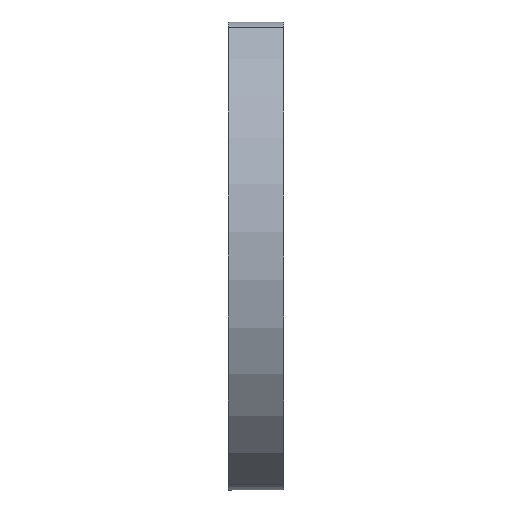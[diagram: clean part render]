
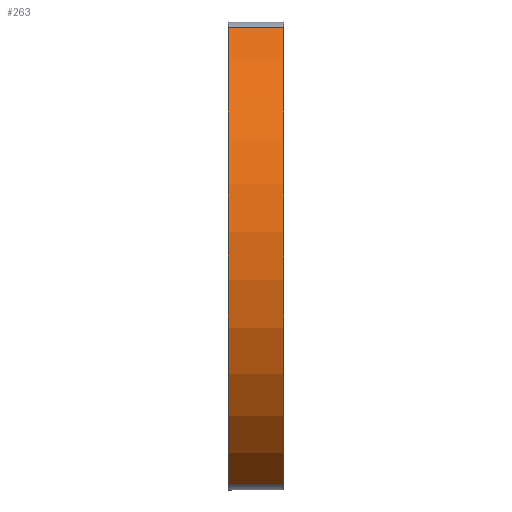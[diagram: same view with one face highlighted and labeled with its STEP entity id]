
A CAD part, front view. The second image highlights one B-rep face of the part: STEP entity #263.
In plain terms, the highlighted cylindrical face has radius 50 mm (diameter 100 mm), a partial arc.
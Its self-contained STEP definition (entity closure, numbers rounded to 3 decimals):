
#16 = DIRECTION ( 'NONE',  ( -1., 0., 0. ) ) ;
#85 = EDGE_CURVE ( 'NONE', #232, #2252, #1337, .T. ) ;
#107 = CARTESIAN_POINT ( 'NONE',  ( -65., -28.679, -40.958 ) ) ;
#148 = EDGE_CURVE ( 'NONE', #2458, #232, #1974, .T. ) ;
#220 = CARTESIAN_POINT ( 'NONE',  ( -70., 0., 0. ) ) ;
#232 = VERTEX_POINT ( 'NONE', #107 ) ;
#263 = ADVANCED_FACE ( 'NONE', ( #2834 ), #2178, .T. ) ;
#319 = AXIS2_PLACEMENT_3D ( 'NONE', #220, #3451, #3468 ) ;
#381 = DIRECTION ( 'NONE',  ( 1., 0., 0. ) ) ;
#562 = DIRECTION ( 'NONE',  ( 1., 0., 0. ) ) ;
#707 = VECTOR ( 'NONE', #2386, 1000. ) ;
#1312 = DIRECTION ( 'NONE',  ( 0., 0., 1. ) ) ;
#1337 = CIRCLE ( 'NONE', #3578, 50. ) ;
#1421 = ORIENTED_EDGE ( 'NONE', *, *, #148, .T. ) ;
#1912 = CARTESIAN_POINT ( 'NONE',  ( -75., -28.679, -40.958 ) ) ;
#1974 = LINE ( 'NONE', #3957, #3780 ) ;
#1979 = CARTESIAN_POINT ( 'NONE',  ( -65., -28.679, 40.958 ) ) ;
#2178 = CYLINDRICAL_SURFACE ( 'NONE', #319, 50. ) ;
#2252 = VERTEX_POINT ( 'NONE', #1979 ) ;
#2371 = CIRCLE ( 'NONE', #3327, 50. ) ;
#2386 = DIRECTION ( 'NONE',  ( -1., 0., 0. ) ) ;
#2400 = ORIENTED_EDGE ( 'NONE', *, *, #3366, .T. ) ;
#2458 = VERTEX_POINT ( 'NONE', #1912 ) ;
#2507 = ORIENTED_EDGE ( 'NONE', *, *, #85, .T. ) ;
#2742 = EDGE_CURVE ( 'NONE', #2252, #4048, #4007, .T. ) ;
#2834 = FACE_OUTER_BOUND ( 'NONE', #4099, .T. ) ;
#2865 = CARTESIAN_POINT ( 'NONE',  ( -75., -28.679, 40.958 ) ) ;
#2914 = CARTESIAN_POINT ( 'NONE',  ( -65., 0., 0. ) ) ;
#3327 = AXIS2_PLACEMENT_3D ( 'NONE', #4161, #562, #3432 ) ;
#3366 = EDGE_CURVE ( 'NONE', #4048, #2458, #2371, .T. ) ;
#3432 = DIRECTION ( 'NONE',  ( 0., 0., 1. ) ) ;
#3451 = DIRECTION ( 'NONE',  ( -1., 0., 0. ) ) ;
#3468 = DIRECTION ( 'NONE',  ( 0., 0., 1. ) ) ;
#3518 = ORIENTED_EDGE ( 'NONE', *, *, #2742, .T. ) ;
#3578 = AXIS2_PLACEMENT_3D ( 'NONE', #2914, #16, #1312 ) ;
#3679 = CARTESIAN_POINT ( 'NONE',  ( -75., -28.679, 40.958 ) ) ;
#3780 = VECTOR ( 'NONE', #381, 1000. ) ;
#3957 = CARTESIAN_POINT ( 'NONE',  ( -70., -28.679, -40.958 ) ) ;
#4007 = LINE ( 'NONE', #3679, #707 ) ;
#4048 = VERTEX_POINT ( 'NONE', #2865 ) ;
#4099 = EDGE_LOOP ( 'NONE', ( #2507, #3518, #2400, #1421 ) ) ;
#4161 = CARTESIAN_POINT ( 'NONE',  ( -75., 0., 0. ) ) ;
